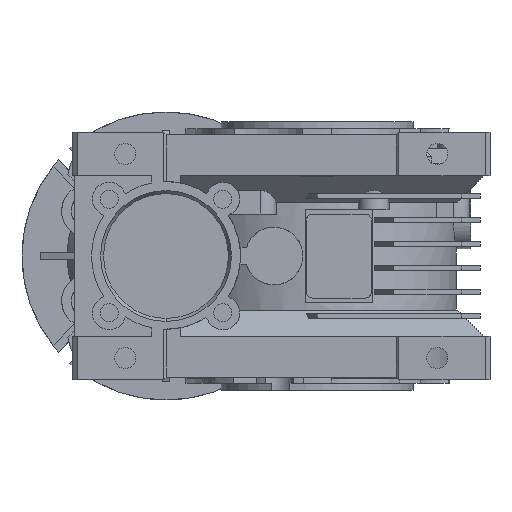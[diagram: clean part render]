
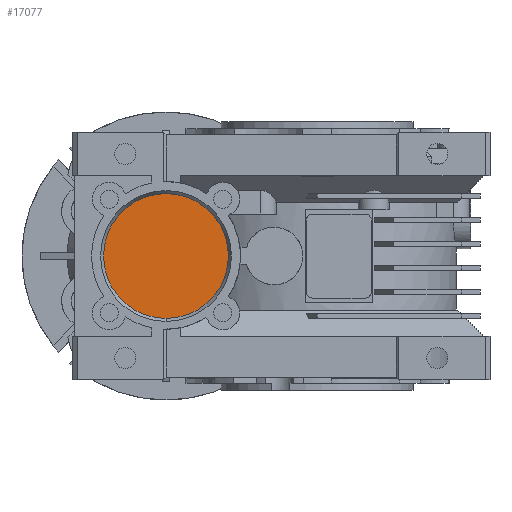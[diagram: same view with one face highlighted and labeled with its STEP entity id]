
A CAD part, left-side view. The second image highlights one B-rep face of the part: STEP entity #17077.
In plain terms, the highlighted planar face has unit normal (-1, 0, 0).
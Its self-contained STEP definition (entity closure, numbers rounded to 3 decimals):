
#1209 = EDGE_CURVE ( 'NONE', #38994, #27137, #16969, .T. ) ;
#9238 = CARTESIAN_POINT ( 'NONE',  ( -69.75, 63., 0. ) ) ;
#10273 = FACE_OUTER_BOUND ( 'NONE', #32742, .T. ) ;
#10524 = AXIS2_PLACEMENT_3D ( 'NONE', #14789, #38229, #18122 ) ;
#12771 = ORIENTED_EDGE ( 'NONE', *, *, #40438, .T. ) ;
#14789 = CARTESIAN_POINT ( 'NONE',  ( -69.75, 63., 0. ) ) ;
#16969 = CIRCLE ( 'NONE', #18336, 26. ) ;
#17037 = AXIS2_PLACEMENT_3D ( 'NONE', #41171, #37804, #27842 ) ;
#17077 = ADVANCED_FACE ( 'NONE', ( #10273 ), #24446, .F. ) ;
#18122 = DIRECTION ( 'NONE',  ( 0., 0., 1. ) ) ;
#18336 = AXIS2_PLACEMENT_3D ( 'NONE', #9238, #40774, #27872 ) ;
#24446 = PLANE ( 'NONE',  #17037 ) ;
#25459 = CARTESIAN_POINT ( 'NONE',  ( -69.75, 63., -26. ) ) ;
#25965 = CIRCLE ( 'NONE', #10524, 26. ) ;
#27137 = VERTEX_POINT ( 'NONE', #42499 ) ;
#27842 = DIRECTION ( 'NONE',  ( 0., 0., 1. ) ) ;
#27872 = DIRECTION ( 'NONE',  ( 0., 0., 1. ) ) ;
#32742 = EDGE_LOOP ( 'NONE', ( #12771, #41090 ) ) ;
#37804 = DIRECTION ( 'NONE',  ( 1., 0., 0. ) ) ;
#38229 = DIRECTION ( 'NONE',  ( -1., 0., 0. ) ) ;
#38994 = VERTEX_POINT ( 'NONE', #25459 ) ;
#40438 = EDGE_CURVE ( 'NONE', #27137, #38994, #25965, .T. ) ;
#40774 = DIRECTION ( 'NONE',  ( -1., 0., 0. ) ) ;
#41090 = ORIENTED_EDGE ( 'NONE', *, *, #1209, .T. ) ;
#41171 = CARTESIAN_POINT ( 'NONE',  ( -69.75, 37., 0. ) ) ;
#42499 = CARTESIAN_POINT ( 'NONE',  ( -69.75, 63., 26. ) ) ;
